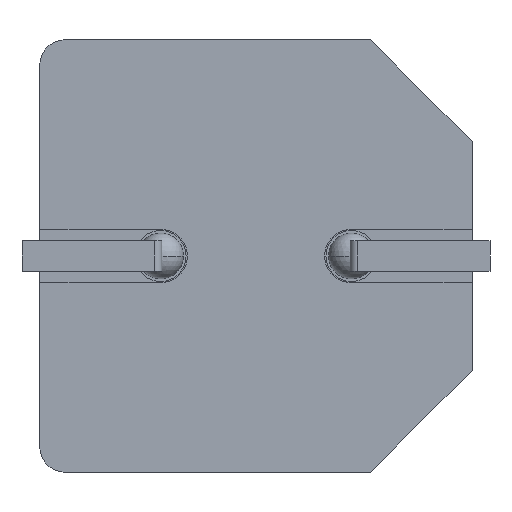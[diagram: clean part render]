
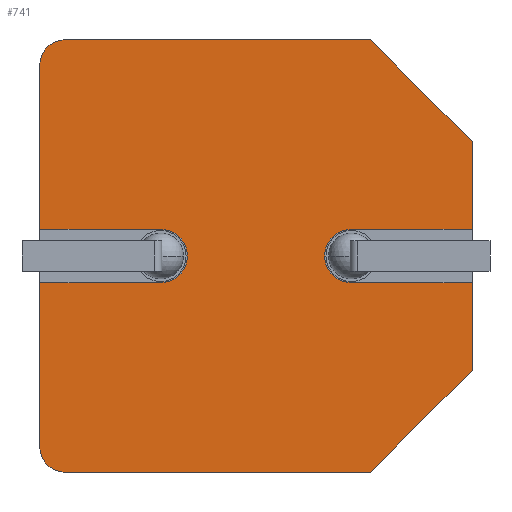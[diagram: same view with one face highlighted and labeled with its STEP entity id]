
A CAD part, front view. The second image highlights one B-rep face of the part: STEP entity #741.
In plain terms, the highlighted planar face has unit normal (0, -1, 0).
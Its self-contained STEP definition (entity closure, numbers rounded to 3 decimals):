
#18 = ORIENTED_EDGE ( 'NONE', *, *, #2151, .T. ) ;
#58 = EDGE_CURVE ( 'NONE', #248, #463, #1930, .T. ) ;
#61 = AXIS2_PLACEMENT_3D ( 'NONE', #1407, #335, #1594 ) ;
#114 = FACE_OUTER_BOUND ( 'NONE', #1683, .T. ) ;
#118 = EDGE_CURVE ( 'NONE', #1584, #159, #823, .T. ) ;
#147 = CARTESIAN_POINT ( 'NONE',  ( -7.5, 0., -7.5 ) ) ;
#159 = VERTEX_POINT ( 'NONE', #2228 ) ;
#190 = VERTEX_POINT ( 'NONE', #1498 ) ;
#194 = AXIS2_PLACEMENT_3D ( 'NONE', #147, #1400, #1011 ) ;
#197 = ORIENTED_EDGE ( 'NONE', *, *, #1880, .T. ) ;
#248 = VERTEX_POINT ( 'NONE', #1911 ) ;
#268 = ORIENTED_EDGE ( 'NONE', *, *, #2106, .F. ) ;
#289 = CARTESIAN_POINT ( 'NONE',  ( 6.5, 0., -6.5 ) ) ;
#314 = CARTESIAN_POINT ( 'NONE',  ( -7.5, 0., -8.5 ) ) ;
#321 = ORIENTED_EDGE ( 'NONE', *, *, #1049, .T. ) ;
#326 = VERTEX_POINT ( 'NONE', #1401 ) ;
#329 = DIRECTION ( 'NONE',  ( 0.707, 0., 0.707 ) ) ;
#335 = DIRECTION ( 'NONE',  ( 0., -1., 0. ) ) ;
#371 = LINE ( 'NONE', #1777, #1381 ) ;
#375 = ORIENTED_EDGE ( 'NONE', *, *, #118, .F. ) ;
#378 = ORIENTED_EDGE ( 'NONE', *, *, #1437, .F. ) ;
#386 = ORIENTED_EDGE ( 'NONE', *, *, #1260, .T. ) ;
#389 = EDGE_CURVE ( 'NONE', #326, #1450, #371, .T. ) ;
#463 = VERTEX_POINT ( 'NONE', #960 ) ;
#537 = VECTOR ( 'NONE', #2032, 1000. ) ;
#538 = CARTESIAN_POINT ( 'NONE',  ( -8.5, 0., -1.05 ) ) ;
#548 = DIRECTION ( 'NONE',  ( 1., 0., 0. ) ) ;
#549 = CARTESIAN_POINT ( 'NONE',  ( 4.5, 0., -8.5 ) ) ;
#577 = CARTESIAN_POINT ( 'NONE',  ( -7.5, 0., 7.5 ) ) ;
#586 = EDGE_CURVE ( 'NONE', #1542, #326, #684, .T. ) ;
#587 = ORIENTED_EDGE ( 'NONE', *, *, #1390, .F. ) ;
#596 = LINE ( 'NONE', #1315, #2277 ) ;
#610 = CARTESIAN_POINT ( 'NONE',  ( 8.5, 0., -1.05 ) ) ;
#639 = CARTESIAN_POINT ( 'NONE',  ( -8.5, 0., 1.05 ) ) ;
#648 = DIRECTION ( 'NONE',  ( -1., 0., 0. ) ) ;
#679 = LINE ( 'NONE', #966, #537 ) ;
#684 = CIRCLE ( 'NONE', #860, 1.05 ) ;
#698 = VERTEX_POINT ( 'NONE', #314 ) ;
#707 = VECTOR ( 'NONE', #648, 1000. ) ;
#735 = VECTOR ( 'NONE', #329, 1000. ) ;
#741 = ADVANCED_FACE ( 'NONE', ( #114 ), #1397, .T. ) ;
#817 = VECTOR ( 'NONE', #953, 1000. ) ;
#823 = LINE ( 'NONE', #538, #2283 ) ;
#843 = CARTESIAN_POINT ( 'NONE',  ( -8.5, 0., -8.5 ) ) ;
#858 = ORIENTED_EDGE ( 'NONE', *, *, #1351, .T. ) ;
#860 = AXIS2_PLACEMENT_3D ( 'NONE', #1166, #1515, #1358 ) ;
#893 = CIRCLE ( 'NONE', #2246, 1.05 ) ;
#897 = LINE ( 'NONE', #1138, #1972 ) ;
#922 = CIRCLE ( 'NONE', #1798, 1. ) ;
#949 = DIRECTION ( 'NONE',  ( 0., -1., 0. ) ) ;
#953 = DIRECTION ( 'NONE',  ( 0., 0., 1. ) ) ;
#954 = DIRECTION ( 'NONE',  ( 0., 0., -1. ) ) ;
#960 = CARTESIAN_POINT ( 'NONE',  ( 8.5, 0., -4.5 ) ) ;
#966 = CARTESIAN_POINT ( 'NONE',  ( -8.5, 0., 8.5 ) ) ;
#989 = CARTESIAN_POINT ( 'NONE',  ( -8.5, 0., -1.05 ) ) ;
#993 = DIRECTION ( 'NONE',  ( 1., 0., 0. ) ) ;
#1011 = DIRECTION ( 'NONE',  ( 0., 0., -1. ) ) ;
#1012 = ORIENTED_EDGE ( 'NONE', *, *, #2135, .F. ) ;
#1049 = EDGE_CURVE ( 'NONE', #2061, #190, #596, .T. ) ;
#1067 = VERTEX_POINT ( 'NONE', #1658 ) ;
#1118 = CARTESIAN_POINT ( 'NONE',  ( 8.5, 0., 8.5 ) ) ;
#1123 = DIRECTION ( 'NONE',  ( 1., 0., 0. ) ) ;
#1135 = CARTESIAN_POINT ( 'NONE',  ( 3.75, 0., -1.05 ) ) ;
#1138 = CARTESIAN_POINT ( 'NONE',  ( -8.5, 0., 8.5 ) ) ;
#1163 = EDGE_CURVE ( 'NONE', #1879, #1670, #1621, .T. ) ;
#1166 = CARTESIAN_POINT ( 'NONE',  ( 3.75, 0., 0. ) ) ;
#1168 = LINE ( 'NONE', #610, #707 ) ;
#1173 = CARTESIAN_POINT ( 'NONE',  ( -8.5, 0., -7.5 ) ) ;
#1197 = CARTESIAN_POINT ( 'NONE',  ( 8.5, 0., 4.5 ) ) ;
#1209 = VECTOR ( 'NONE', #1237, 1000. ) ;
#1237 = DIRECTION ( 'NONE',  ( 0., 0., -1. ) ) ;
#1247 = ORIENTED_EDGE ( 'NONE', *, *, #58, .F. ) ;
#1260 = EDGE_CURVE ( 'NONE', #1772, #463, #1544, .T. ) ;
#1315 = CARTESIAN_POINT ( 'NONE',  ( 6.5, 0., 6.5 ) ) ;
#1351 = EDGE_CURVE ( 'NONE', #1067, #1670, #922, .T. ) ;
#1353 = CARTESIAN_POINT ( 'NONE',  ( 8.5, 0., 8.5 ) ) ;
#1358 = DIRECTION ( 'NONE',  ( 0., 0., -1. ) ) ;
#1381 = VECTOR ( 'NONE', #1123, 1000. ) ;
#1390 = EDGE_CURVE ( 'NONE', #1877, #1584, #679, .T. ) ;
#1397 = PLANE ( 'NONE',  #61 ) ;
#1400 = DIRECTION ( 'NONE',  ( 0., -1., 0. ) ) ;
#1401 = CARTESIAN_POINT ( 'NONE',  ( 3.75, 0., 1.05 ) ) ;
#1407 = CARTESIAN_POINT ( 'NONE',  ( 0., 0., 0. ) ) ;
#1437 = EDGE_CURVE ( 'NONE', #1067, #190, #897, .T. ) ;
#1444 = CARTESIAN_POINT ( 'NONE',  ( -3.75, 0., 0. ) ) ;
#1445 = VERTEX_POINT ( 'NONE', #1686 ) ;
#1450 = VERTEX_POINT ( 'NONE', #1509 ) ;
#1498 = CARTESIAN_POINT ( 'NONE',  ( 4.5, 0., 8.5 ) ) ;
#1509 = CARTESIAN_POINT ( 'NONE',  ( 8.5, 0., 1.05 ) ) ;
#1515 = DIRECTION ( 'NONE',  ( 0., 1., 0. ) ) ;
#1516 = LINE ( 'NONE', #1118, #2272 ) ;
#1518 = EDGE_CURVE ( 'NONE', #2061, #1450, #1516, .T. ) ;
#1527 = ORIENTED_EDGE ( 'NONE', *, *, #586, .T. ) ;
#1542 = VERTEX_POINT ( 'NONE', #1135 ) ;
#1544 = LINE ( 'NONE', #289, #735 ) ;
#1584 = VERTEX_POINT ( 'NONE', #989 ) ;
#1593 = CIRCLE ( 'NONE', #194, 1. ) ;
#1594 = DIRECTION ( 'NONE',  ( 0., 0., -1. ) ) ;
#1621 = LINE ( 'NONE', #2019, #817 ) ;
#1642 = LINE ( 'NONE', #843, #1971 ) ;
#1658 = CARTESIAN_POINT ( 'NONE',  ( -7.5, 0., 8.5 ) ) ;
#1670 = VERTEX_POINT ( 'NONE', #1723 ) ;
#1683 = EDGE_LOOP ( 'NONE', ( #587, #18, #1824, #386, #1247, #197, #1527, #2149, #1986, #321, #378, #858, #1799, #1012, #268, #375 ) ) ;
#1686 = CARTESIAN_POINT ( 'NONE',  ( -3.75, 0., 1.05 ) ) ;
#1699 = EDGE_CURVE ( 'NONE', #1772, #698, #1642, .T. ) ;
#1723 = CARTESIAN_POINT ( 'NONE',  ( -8.5, 0., 7.5 ) ) ;
#1724 = VECTOR ( 'NONE', #2236, 1000. ) ;
#1747 = DIRECTION ( 'NONE',  ( -1., 0., 0. ) ) ;
#1772 = VERTEX_POINT ( 'NONE', #549 ) ;
#1777 = CARTESIAN_POINT ( 'NONE',  ( 8.5, 0., 1.05 ) ) ;
#1798 = AXIS2_PLACEMENT_3D ( 'NONE', #577, #949, #1989 ) ;
#1799 = ORIENTED_EDGE ( 'NONE', *, *, #1163, .F. ) ;
#1824 = ORIENTED_EDGE ( 'NONE', *, *, #1699, .F. ) ;
#1829 = LINE ( 'NONE', #1894, #1724 ) ;
#1833 = DIRECTION ( 'NONE',  ( 0., -1., 0. ) ) ;
#1855 = DIRECTION ( 'NONE',  ( 0., 0., -1. ) ) ;
#1877 = VERTEX_POINT ( 'NONE', #1173 ) ;
#1879 = VERTEX_POINT ( 'NONE', #639 ) ;
#1880 = EDGE_CURVE ( 'NONE', #248, #1542, #1168, .T. ) ;
#1894 = CARTESIAN_POINT ( 'NONE',  ( -8.5, 0., 1.05 ) ) ;
#1911 = CARTESIAN_POINT ( 'NONE',  ( 8.5, 0., -1.05 ) ) ;
#1930 = LINE ( 'NONE', #1353, #1209 ) ;
#1971 = VECTOR ( 'NONE', #1747, 1000. ) ;
#1972 = VECTOR ( 'NONE', #993, 1000. ) ;
#1985 = DIRECTION ( 'NONE',  ( -0.707, 0., 0.707 ) ) ;
#1986 = ORIENTED_EDGE ( 'NONE', *, *, #1518, .F. ) ;
#1989 = DIRECTION ( 'NONE',  ( 0., 0., -1. ) ) ;
#2019 = CARTESIAN_POINT ( 'NONE',  ( -8.5, 0., 8.5 ) ) ;
#2032 = DIRECTION ( 'NONE',  ( 0., 0., 1. ) ) ;
#2061 = VERTEX_POINT ( 'NONE', #1197 ) ;
#2106 = EDGE_CURVE ( 'NONE', #159, #1445, #893, .T. ) ;
#2135 = EDGE_CURVE ( 'NONE', #1445, #1879, #1829, .T. ) ;
#2149 = ORIENTED_EDGE ( 'NONE', *, *, #389, .T. ) ;
#2151 = EDGE_CURVE ( 'NONE', #1877, #698, #1593, .T. ) ;
#2228 = CARTESIAN_POINT ( 'NONE',  ( -3.75, 0., -1.05 ) ) ;
#2236 = DIRECTION ( 'NONE',  ( -1., 0., 0. ) ) ;
#2246 = AXIS2_PLACEMENT_3D ( 'NONE', #1444, #1833, #954 ) ;
#2272 = VECTOR ( 'NONE', #1855, 1000. ) ;
#2277 = VECTOR ( 'NONE', #1985, 1000. ) ;
#2283 = VECTOR ( 'NONE', #548, 1000. ) ;
